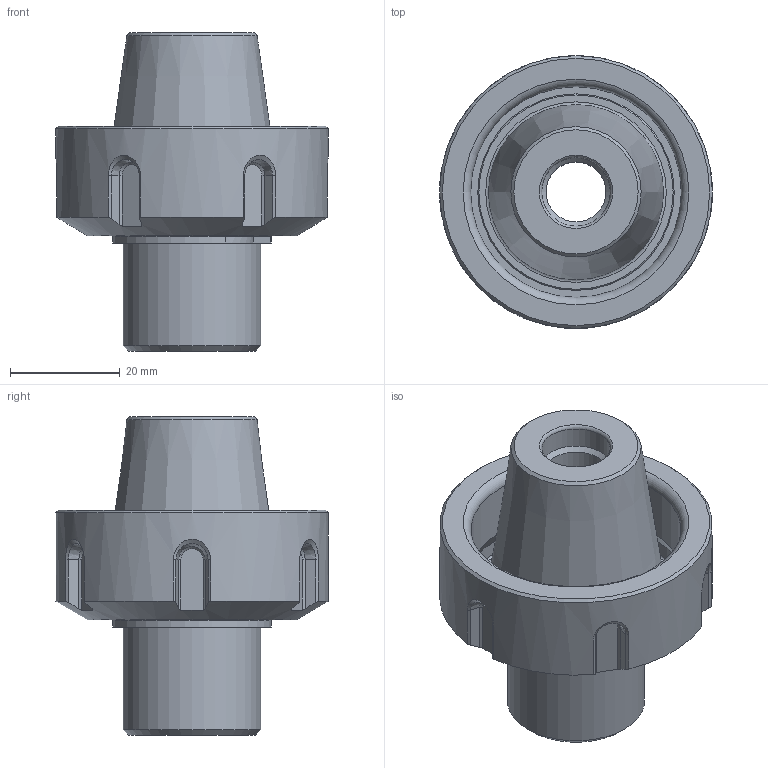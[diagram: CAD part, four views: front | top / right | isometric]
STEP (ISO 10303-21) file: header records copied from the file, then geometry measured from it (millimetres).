
FILE_DESCRIPTION(/* description */ (''),/* implementation_level */ '2;1');
FILE_NAME(/* name */ '716032200.stp',/* time_stamp */ '2022-04-27T12:13:56',/* author */ ('LRA'),/* organization */ ('REGO-FIX'),/* preprocessor_version */ ' Unknown',/* originating_system */ 'SIEMENS PLM Software Solid Edge ST10',/* authorization */ 'Unknown');
FILE_SCHEMA (('AUTOMOTIVE_DESIGN { 1 0 10303 214 2 1 1}'));
Length unit declared in the file: millimetre
Products named in the file (1): NOCUT
Bounding box: 49.7 x 49.7 x 58 mm (x, y, z)
Volume: 39262.2 mm3; surface area: 16320.2 mm2
Topology: 1 solids, 1 shells, 105 faces, 249 edges, 152 vertices
Faces by surface type: plane 55, cone 31, cylinder 13, torus 6
Full cylindrical faces by diameter (mm): 10.917 x1, 12.5 x1, 13.5 x1, 22.4 x1, 25 x2, 25.4 x1, 31.3 x1, 35.8 x1, 38.376 x1, 40.5 x1, 49.7 x1
Entity records: 3596 total; most frequent: CARTESIAN_POINT 527, DIRECTION 518, ORIENTED_EDGE 418, AXIS2_PLACEMENT_3D 212, EDGE_CURVE 209, EDGE_LOOP 144, FACE_BOUND 144, VERTEX_POINT 143
